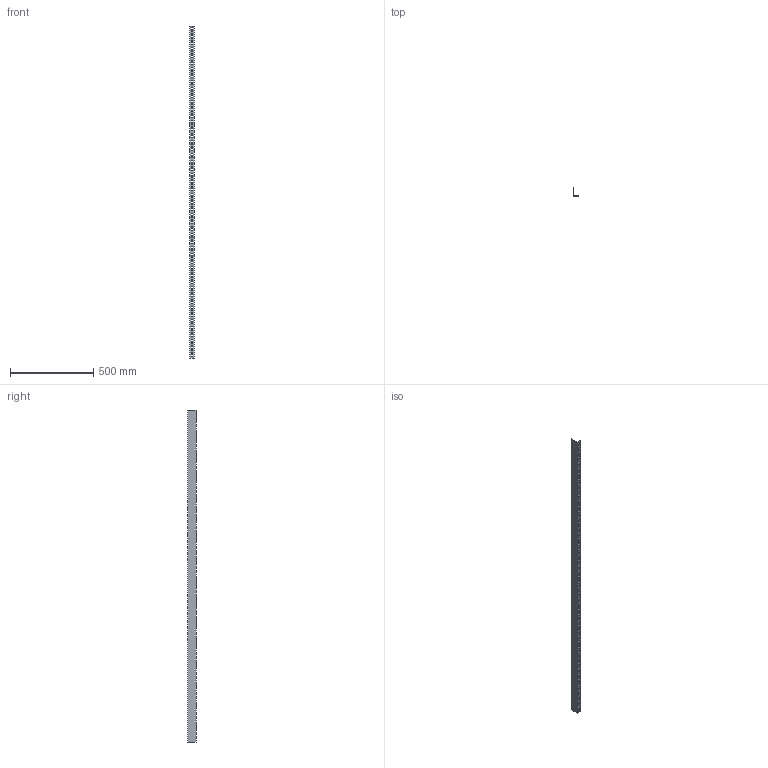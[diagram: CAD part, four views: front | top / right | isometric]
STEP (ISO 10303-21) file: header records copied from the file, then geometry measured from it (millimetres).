
FILE_DESCRIPTION (( 'STEP AP203' ), '1' );
FILE_NAME ('Ïåðåãîðîäêà SEP_36470.STEP', '2012-11-09T08:50:48', ( 'Àñååâ' ), ( '' ), 'SwSTEP 2.0', 'SolidWorks 2012', '' );
FILE_SCHEMA (( 'CONFIG_CONTROL_DESIGN' ));
Length unit declared in the file: millimetre
Products named in the file (1): Ïåðåãîðîäêà SEP_36470
Bounding box: 27.8 x 49.8 x 2000 mm (x, y, z)
Volume: 116025.9 mm3; surface area: 295707.1 mm2
Topology: 1 solids, 1 shells, 213 faces, 625 edges, 414 vertices
Faces by surface type: plane 112, cylinder 101
Entity records: 7394 total; most frequent: DIRECTION 1255, CARTESIAN_POINT 1253, ORIENTED_EDGE 1250, EDGE_CURVE 625, LINE 423, VECTOR 423, AXIS2_PLACEMENT_3D 416, VERTEX_POINT 414
